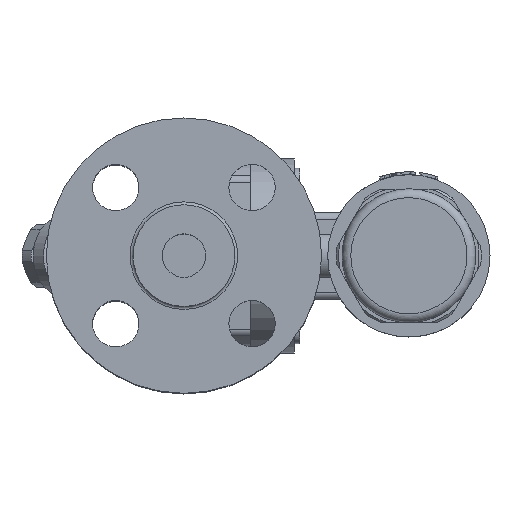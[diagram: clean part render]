
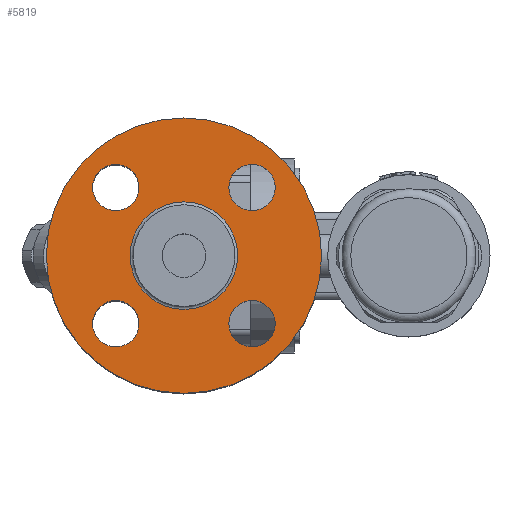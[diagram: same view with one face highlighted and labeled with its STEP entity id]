
A CAD part, top view. The second image highlights one B-rep face of the part: STEP entity #5819.
In plain terms, the highlighted planar face has unit normal (0, 0, 1).
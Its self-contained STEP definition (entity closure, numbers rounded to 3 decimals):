
#1065=FACE_BOUND('',#1632,.T.);
#1066=FACE_BOUND('',#1633,.T.);
#1067=FACE_BOUND('',#1634,.T.);
#1068=FACE_BOUND('',#1635,.T.);
#1069=FACE_BOUND('',#1636,.T.);
#1106=PLANE('',#6248);
#1255=FACE_OUTER_BOUND('',#1631,.T.);
#1631=EDGE_LOOP('',(#4026,#4027));
#1632=EDGE_LOOP('',(#4028,#4029));
#1633=EDGE_LOOP('',(#4030,#4031));
#1634=EDGE_LOOP('',(#4032,#4033));
#1635=EDGE_LOOP('',(#4034,#4035));
#1636=EDGE_LOOP('',(#4036,#4037));
#2054=CIRCLE('',#6243,18.55);
#2058=CIRCLE('',#6247,18.55);
#2059=CIRCLE('',#6249,47.5);
#2060=CIRCLE('',#6250,47.5);
#2061=CIRCLE('',#6251,8.);
#2062=CIRCLE('',#6252,8.);
#2063=CIRCLE('',#6253,8.);
#2064=CIRCLE('',#6254,8.);
#2065=CIRCLE('',#6255,8.);
#2066=CIRCLE('',#6256,8.);
#2067=CIRCLE('',#6257,8.);
#2068=CIRCLE('',#6258,8.);
#2446=VERTEX_POINT('',#8808);
#2447=VERTEX_POINT('',#8809);
#2450=VERTEX_POINT('',#8818);
#2451=VERTEX_POINT('',#8819);
#2452=VERTEX_POINT('',#8822);
#2453=VERTEX_POINT('',#8823);
#2454=VERTEX_POINT('',#8826);
#2455=VERTEX_POINT('',#8827);
#2456=VERTEX_POINT('',#8830);
#2457=VERTEX_POINT('',#8831);
#2458=VERTEX_POINT('',#8834);
#2459=VERTEX_POINT('',#8835);
#3049=EDGE_CURVE('',#2446,#2447,#2054,.T.);
#3053=EDGE_CURVE('',#2447,#2446,#2058,.T.);
#3054=EDGE_CURVE('',#2450,#2451,#2059,.T.);
#3055=EDGE_CURVE('',#2451,#2450,#2060,.T.);
#3056=EDGE_CURVE('',#2452,#2453,#2061,.T.);
#3057=EDGE_CURVE('',#2453,#2452,#2062,.T.);
#3058=EDGE_CURVE('',#2454,#2455,#2063,.T.);
#3059=EDGE_CURVE('',#2455,#2454,#2064,.T.);
#3060=EDGE_CURVE('',#2456,#2457,#2065,.T.);
#3061=EDGE_CURVE('',#2457,#2456,#2066,.T.);
#3062=EDGE_CURVE('',#2458,#2459,#2067,.T.);
#3063=EDGE_CURVE('',#2459,#2458,#2068,.T.);
#4026=ORIENTED_EDGE('',*,*,#3054,.T.);
#4027=ORIENTED_EDGE('',*,*,#3055,.T.);
#4028=ORIENTED_EDGE('',*,*,#3056,.T.);
#4029=ORIENTED_EDGE('',*,*,#3057,.T.);
#4030=ORIENTED_EDGE('',*,*,#3058,.T.);
#4031=ORIENTED_EDGE('',*,*,#3059,.T.);
#4032=ORIENTED_EDGE('',*,*,#3060,.T.);
#4033=ORIENTED_EDGE('',*,*,#3061,.T.);
#4034=ORIENTED_EDGE('',*,*,#3062,.T.);
#4035=ORIENTED_EDGE('',*,*,#3063,.T.);
#4036=ORIENTED_EDGE('',*,*,#3049,.F.);
#4037=ORIENTED_EDGE('',*,*,#3053,.F.);
#5819=ADVANCED_FACE('',(#1255,#1065,#1066,#1067,#1068,#1069),#1106,.T.);
#6243=AXIS2_PLACEMENT_3D('',#8810,#7047,#7048);
#6247=AXIS2_PLACEMENT_3D('',#8816,#7055,#7056);
#6248=AXIS2_PLACEMENT_3D('',#8817,#7057,#7058);
#6249=AXIS2_PLACEMENT_3D('',#8820,#7059,#7060);
#6250=AXIS2_PLACEMENT_3D('',#8821,#7061,#7062);
#6251=AXIS2_PLACEMENT_3D('',#8824,#7063,#7064);
#6252=AXIS2_PLACEMENT_3D('',#8825,#7065,#7066);
#6253=AXIS2_PLACEMENT_3D('',#8828,#7067,#7068);
#6254=AXIS2_PLACEMENT_3D('',#8829,#7069,#7070);
#6255=AXIS2_PLACEMENT_3D('',#8832,#7071,#7072);
#6256=AXIS2_PLACEMENT_3D('',#8833,#7073,#7074);
#6257=AXIS2_PLACEMENT_3D('',#8836,#7075,#7076);
#6258=AXIS2_PLACEMENT_3D('',#8837,#7077,#7078);
#7047=DIRECTION('center_axis',(0.,0.,1.));
#7048=DIRECTION('ref_axis',(-1.,0.,0.));
#7055=DIRECTION('center_axis',(0.,0.,1.));
#7056=DIRECTION('ref_axis',(-1.,0.,0.));
#7057=DIRECTION('center_axis',(0.,0.,1.));
#7058=DIRECTION('ref_axis',(1.,0.,0.));
#7059=DIRECTION('center_axis',(0.,0.,1.));
#7060=DIRECTION('ref_axis',(1.,0.,0.));
#7061=DIRECTION('center_axis',(0.,0.,1.));
#7062=DIRECTION('ref_axis',(1.,0.,0.));
#7063=DIRECTION('center_axis',(0.,0.,-1.));
#7064=DIRECTION('ref_axis',(1.,0.,0.));
#7065=DIRECTION('center_axis',(0.,0.,-1.));
#7066=DIRECTION('ref_axis',(1.,0.,0.));
#7067=DIRECTION('center_axis',(0.,0.,-1.));
#7068=DIRECTION('ref_axis',(0.,1.,0.));
#7069=DIRECTION('center_axis',(0.,0.,-1.));
#7070=DIRECTION('ref_axis',(0.,1.,0.));
#7071=DIRECTION('center_axis',(0.,0.,-1.));
#7072=DIRECTION('ref_axis',(-1.,0.,0.));
#7073=DIRECTION('center_axis',(0.,0.,-1.));
#7074=DIRECTION('ref_axis',(-1.,0.,0.));
#7075=DIRECTION('center_axis',(0.,0.,-1.));
#7076=DIRECTION('ref_axis',(0.,-1.,0.));
#7077=DIRECTION('center_axis',(0.,0.,-1.));
#7078=DIRECTION('ref_axis',(0.,-1.,0.));
#8808=CARTESIAN_POINT('',(18.55,0.,75.4));
#8809=CARTESIAN_POINT('',(-18.55,0.,75.4));
#8810=CARTESIAN_POINT('Origin',(0.,0.,75.4));
#8816=CARTESIAN_POINT('Origin',(0.,0.,75.4));
#8817=CARTESIAN_POINT('Origin',(32.525,0.,75.4));
#8818=CARTESIAN_POINT('',(47.5,0.,75.4));
#8819=CARTESIAN_POINT('',(-47.5,0.,75.4));
#8820=CARTESIAN_POINT('Origin',(0.,0.,75.4));
#8821=CARTESIAN_POINT('Origin',(0.,0.,75.4));
#8822=CARTESIAN_POINT('',(31.511,23.511,75.4));
#8823=CARTESIAN_POINT('',(15.511,23.511,75.4));
#8824=CARTESIAN_POINT('Origin',(23.511,23.511,75.4));
#8825=CARTESIAN_POINT('Origin',(23.511,23.511,75.4));
#8826=CARTESIAN_POINT('',(-23.511,31.511,75.4));
#8827=CARTESIAN_POINT('',(-23.511,15.511,75.4));
#8828=CARTESIAN_POINT('Origin',(-23.511,23.511,75.4));
#8829=CARTESIAN_POINT('Origin',(-23.511,23.511,75.4));
#8830=CARTESIAN_POINT('',(-31.511,-23.511,75.4));
#8831=CARTESIAN_POINT('',(-15.511,-23.511,75.4));
#8832=CARTESIAN_POINT('Origin',(-23.511,-23.511,75.4));
#8833=CARTESIAN_POINT('Origin',(-23.511,-23.511,75.4));
#8834=CARTESIAN_POINT('',(23.511,-31.511,75.4));
#8835=CARTESIAN_POINT('',(23.511,-15.511,75.4));
#8836=CARTESIAN_POINT('Origin',(23.511,-23.511,75.4));
#8837=CARTESIAN_POINT('Origin',(23.511,-23.511,75.4));
